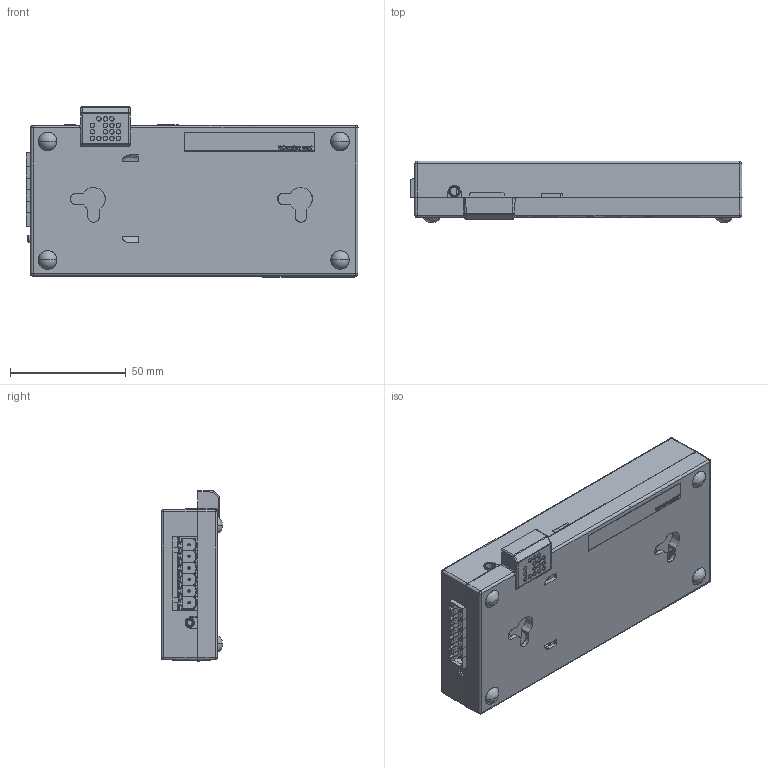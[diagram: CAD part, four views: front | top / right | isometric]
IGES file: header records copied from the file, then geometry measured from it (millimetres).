
Start section: SolidWorks IGES file using analytic representation for surfaces
Global section: file name: C4.IGS; native system: SolidWorks 2017; preprocessor: SolidWorks 2017; author: KeyshotWorksCADPC; date: 190125.151338; units: millimetre
Bounding box: 143.28 x 26.5 x 73.68 mm (x, y, z)
Surface area: 73105.1 mm2 (no closed solid volume)
Topology: 0 solids, 0 shells, 2629 faces, 25488 edges, 25454 vertices
Faces by surface type: bspline 2142, revolution 487
